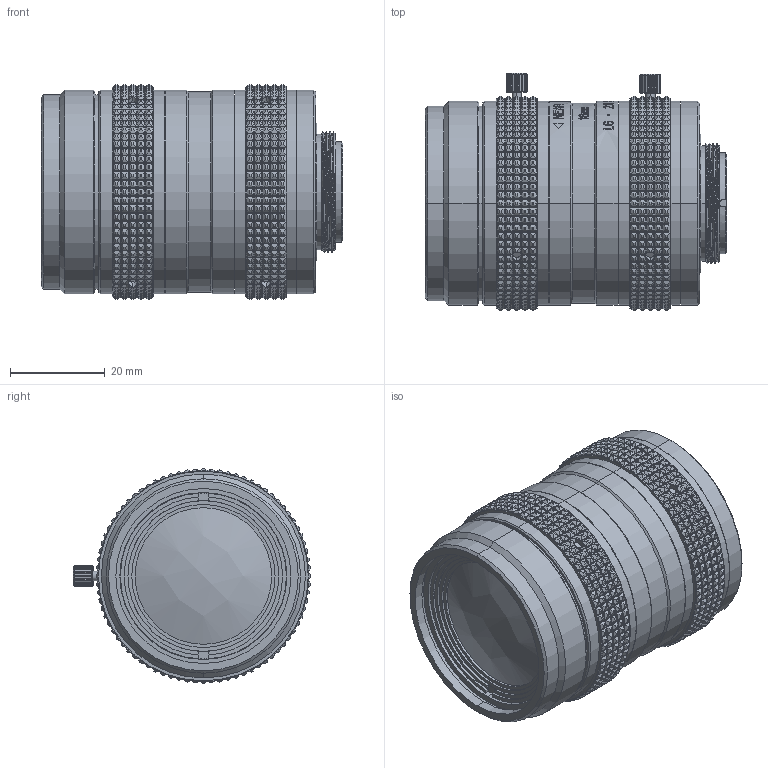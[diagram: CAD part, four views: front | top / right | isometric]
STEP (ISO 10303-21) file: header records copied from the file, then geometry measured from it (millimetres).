
FILE_DESCRIPTION (( 'STEP AP203' ), '1' );
FILE_NAME ('600028.STEP', '2021-08-05T03:03:32', ( '' ), ( '' ), 'SwSTEP 2.0', 'SolidWorks 2020', '' );
FILE_SCHEMA (( 'CONFIG_CONTROL_DESIGN' ));
Products named in the file (1): 600028
Bounding box: 63.53 x 50 x 45.2 mm (x, y, z)
Volume: 79845.7 mm3; surface area: 35856.9 mm2
Topology: 7 solids, 8 shells, 8391 faces, 19343 edges, 11826 vertices
Faces by surface type: plane 5386, cone 1675, cylinder 1073, bspline 257
Entity records: 248877 total; most frequent: CARTESIAN_POINT 65179, ORIENTED_EDGE 38686, DIRECTION 36584, EDGE_CURVE 19343, AXIS2_PLACEMENT_3D 13695, VERTEX_POINT 11826, EDGE_LOOP 9275, LINE 9194
